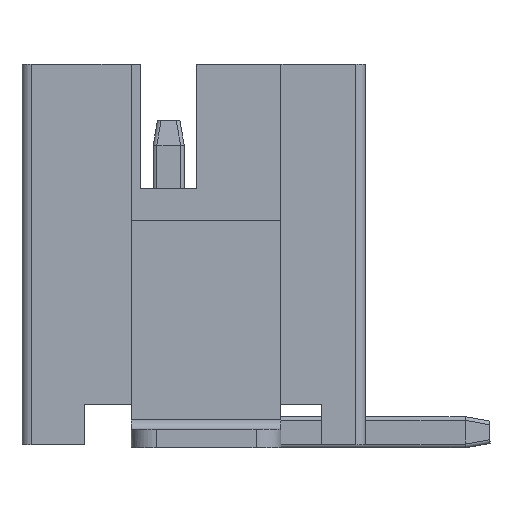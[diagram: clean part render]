
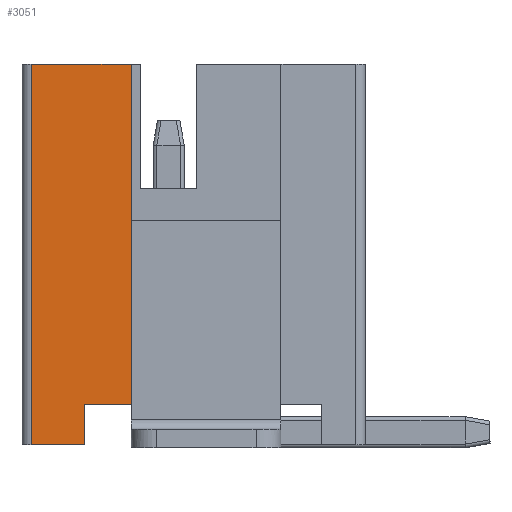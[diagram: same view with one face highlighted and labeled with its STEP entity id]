
A CAD part, left-side view. The second image highlights one B-rep face of the part: STEP entity #3051.
In plain terms, the highlighted planar face has unit normal (-1, 0, 0).
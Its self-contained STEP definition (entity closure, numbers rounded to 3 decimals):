
#84 = CARTESIAN_POINT ( 'NONE',  ( -3., 1.35, 0.7 ) ) ;
#517 = PLANE ( 'NONE',  #26219 ) ;
#651 = DIRECTION ( 'NONE',  ( 1., 0., 0. ) ) ;
#671 = VERTEX_POINT ( 'NONE', #5631 ) ;
#1005 = ORIENTED_EDGE ( 'NONE', *, *, #5199, .T. ) ;
#1300 = LINE ( 'NONE', #9765, #6726 ) ;
#2017 = EDGE_CURVE ( 'NONE', #5379, #9726, #9299, .T. ) ;
#2367 = DIRECTION ( 'NONE',  ( 0., -1., 0. ) ) ;
#3051 = ADVANCED_FACE ( 'NONE', ( #25695 ), #517, .F. ) ;
#3353 = EDGE_CURVE ( 'NONE', #9726, #671, #23626, .T. ) ;
#3398 = EDGE_LOOP ( 'NONE', ( #12605, #23045, #15110, #16132, #1005, #24969 ) ) ;
#5199 = EDGE_CURVE ( 'NONE', #9135, #15043, #6333, .T. ) ;
#5379 = VERTEX_POINT ( 'NONE', #22244 ) ;
#5631 = CARTESIAN_POINT ( 'NONE',  ( -3., 1.35, 0.05 ) ) ;
#6333 = LINE ( 'NONE', #84, #26744 ) ;
#6726 = VECTOR ( 'NONE', #7727, 1000. ) ;
#6766 = DIRECTION ( 'NONE',  ( 0., -1., 0. ) ) ;
#7727 = DIRECTION ( 'NONE',  ( 0., 0., -1. ) ) ;
#7837 = EDGE_CURVE ( 'NONE', #5379, #22063, #26007, .T. ) ;
#8614 = CARTESIAN_POINT ( 'NONE',  ( -3., 0.6, 6.15 ) ) ;
#8683 = LINE ( 'NONE', #23633, #24552 ) ;
#9135 = VERTEX_POINT ( 'NONE', #21242 ) ;
#9299 = LINE ( 'NONE', #15187, #15579 ) ;
#9726 = VERTEX_POINT ( 'NONE', #11636 ) ;
#9765 = CARTESIAN_POINT ( 'NONE',  ( -3., 1.35, 0.7 ) ) ;
#10213 = CARTESIAN_POINT ( 'NONE',  ( -3., 0.6, 0.7 ) ) ;
#11586 = EDGE_CURVE ( 'NONE', #15043, #22063, #8683, .T. ) ;
#11636 = CARTESIAN_POINT ( 'NONE',  ( -3., 2.2, 0.05 ) ) ;
#12605 = ORIENTED_EDGE ( 'NONE', *, *, #7837, .F. ) ;
#13084 = DIRECTION ( 'NONE',  ( 0., 1., 0. ) ) ;
#13337 = CARTESIAN_POINT ( 'NONE',  ( -3., 2.35, 0.05 ) ) ;
#13779 = CARTESIAN_POINT ( 'NONE',  ( -3., 2.35, 6.15 ) ) ;
#15043 = VERTEX_POINT ( 'NONE', #10213 ) ;
#15110 = ORIENTED_EDGE ( 'NONE', *, *, #3353, .T. ) ;
#15187 = CARTESIAN_POINT ( 'NONE',  ( -3., 2.2, 6.15 ) ) ;
#15579 = VECTOR ( 'NONE', #25615, 1000. ) ;
#16132 = ORIENTED_EDGE ( 'NONE', *, *, #20129, .F. ) ;
#16981 = DIRECTION ( 'NONE',  ( 0., 0., 1. ) ) ;
#18474 = VECTOR ( 'NONE', #6766, 1000. ) ;
#20129 = EDGE_CURVE ( 'NONE', #9135, #671, #1300, .T. ) ;
#20178 = VECTOR ( 'NONE', #24081, 1000. ) ;
#21242 = CARTESIAN_POINT ( 'NONE',  ( -3., 1.35, 0.7 ) ) ;
#22063 = VERTEX_POINT ( 'NONE', #8614 ) ;
#22244 = CARTESIAN_POINT ( 'NONE',  ( -3., 2.2, 6.15 ) ) ;
#23045 = ORIENTED_EDGE ( 'NONE', *, *, #2017, .T. ) ;
#23267 = CARTESIAN_POINT ( 'NONE',  ( -3., 2.35, 6.15 ) ) ;
#23626 = LINE ( 'NONE', #13337, #18474 ) ;
#23633 = CARTESIAN_POINT ( 'NONE',  ( -3., 0.6, 1.15 ) ) ;
#24081 = DIRECTION ( 'NONE',  ( 0., -1., 0. ) ) ;
#24552 = VECTOR ( 'NONE', #16981, 1000. ) ;
#24969 = ORIENTED_EDGE ( 'NONE', *, *, #11586, .T. ) ;
#25615 = DIRECTION ( 'NONE',  ( 0., 0., -1. ) ) ;
#25695 = FACE_OUTER_BOUND ( 'NONE', #3398, .T. ) ;
#26007 = LINE ( 'NONE', #13779, #20178 ) ;
#26219 = AXIS2_PLACEMENT_3D ( 'NONE', #23267, #651, #13084 ) ;
#26744 = VECTOR ( 'NONE', #2367, 1000. ) ;
